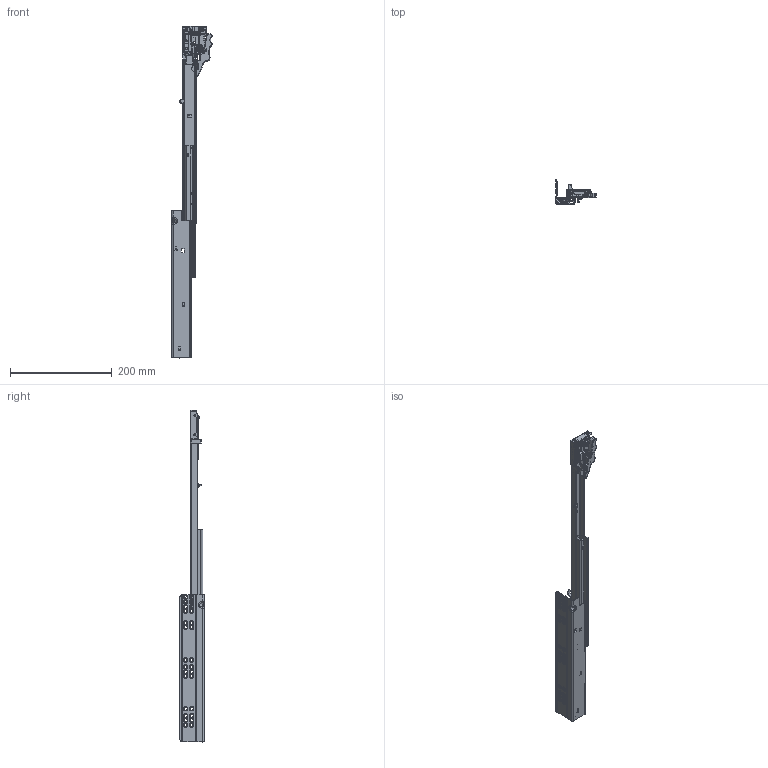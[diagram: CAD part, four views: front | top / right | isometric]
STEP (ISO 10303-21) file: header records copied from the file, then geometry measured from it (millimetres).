
FILE_DESCRIPTION (( 'STEP AP214' ), '1' );
FILE_NAME ('FR_3002.0400mm_16inch_open_left.STEP', '2022-11-02T06:59:45', ( '' ), ( '' ), 'SwSTEP 2.0', 'SolidWorks 2020', '' );
FILE_SCHEMA (( 'AUTOMOTIVE_DESIGN' ));
Length unit declared in the file: millimetre
Products named in the file (29): FR 3XXX ECD LATCH PIVOT LEFT; 3002.XXX-02.C047_NL  400; FR 3XXX ECD DAMPER CYLINDER; FR 3XXX HOOK; FR 3XXX SLIDER LEFT; FR 3XXX L_R ADJUSTMENT THREAD; FR 3XXX PLASTIC HOUSING LEFT; FR 3XXX ECD LATCH LEFT; FR 3XXX ECD HOUSING LEFT; FR 3XXX ECD PIN; FR 3XXX.XXX-04; 3002.400-01.C047; FR 3XXX ECD DAMPER ROD; FR 3XXX ECD LONG SPRING; FR_3002.0400mm_16inch_open_left; FR 3XXX ECD SHORT SPRING LEFT; 3002.400-03.C047; 3002.XXX-01.C047_NL  400 OPEN; FR 3XXX END CAP; 3002.XXX-03.C047_NL  400; FR 3XXX THUMBWHEEL; FR 3XXX HOUSING SCREW; 3002.400-02.C047; FR 3XXX LOCKING HANDLE LEFT; FR 3XXX CLOSE ADJUSTMENT LEFT; FR 3XXX METAL PLATE LEFT; FR 3XXX ECD LEFT_ECD LEFT OPEN; FR 3XXX LOCATING BLOCK LEFT; FR 3XXX HANDLE SCREW
Assembly tree (31 placements, depth 4):
  FR_3002.0400mm_16inch_open_left
    3002.XXX-01.C047_NL  400 OPEN
      3002.400-01.C047
      FR 3XXX ECD LEFT_ECD LEFT OPEN
        FR 3XXX ECD HOUSING LEFT
        FR 3XXX ECD SHORT SPRING LEFT
        FR 3XXX ECD LONG SPRING
        FR 3XXX ECD DAMPER CYLINDER
        FR 3XXX ECD DAMPER ROD
        FR 3XXX ECD LATCH PIVOT LEFT
        FR 3XXX ECD LATCH LEFT
    3002.XXX-02.C047_NL  400
      3002.400-02.C047
    3002.XXX-03.C047_NL  400
      FR 3XXX END CAP
      FR 3XXX HOOK
      FR 3XXX ECD PIN
      3002.400-03.C047
    FR 3XXX.XXX-04
      FR 3XXX METAL PLATE LEFT
      FR 3XXX PLASTIC HOUSING LEFT
      FR 3XXX SLIDER LEFT
      FR 3XXX L_R ADJUSTMENT THREAD
      FR 3XXX HANDLE SCREW
      FR 3XXX CLOSE ADJUSTMENT LEFT
      FR 3XXX LOCATING BLOCK LEFT
      FR 3XXX LOCKING HANDLE LEFT
      FR 3XXX THUMBWHEEL  x2
      FR 3XXX HOUSING SCREW  x3
Bounding box: 79.06 x 47.5 x 653.95 mm (x, y, z)
Volume: 137423.5 mm3; surface area: 189817.2 mm2
Topology: 25 solids, 25 shells, 4212 faces, 10641 edges, 6350 vertices
Faces by surface type: cylinder 1519, plane 1403, torus 776, bspline 218, cone 174, sphere 122
Entity records: 133449 total; most frequent: CARTESIAN_POINT 35188, DIRECTION 21063, ORIENTED_EDGE 20318, EDGE_CURVE 10159, AXIS2_PLACEMENT_3D 7852, VERTEX_POINT 6165, LINE 5359, VECTOR 5359
